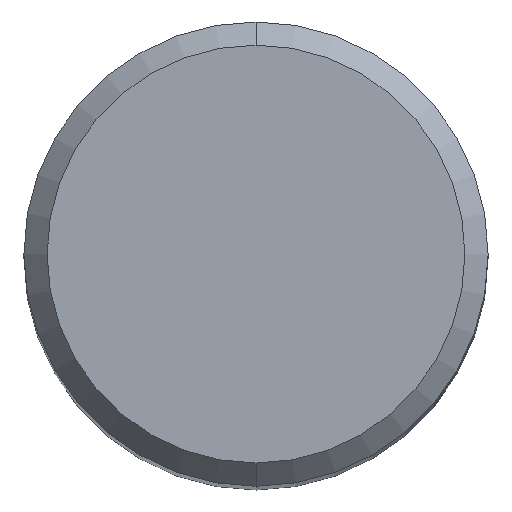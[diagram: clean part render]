
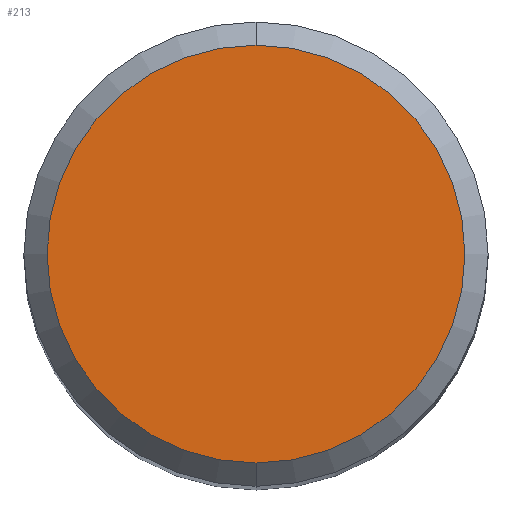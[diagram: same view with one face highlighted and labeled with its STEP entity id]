
A CAD part, top view. The second image highlights one B-rep face of the part: STEP entity #213.
In plain terms, the highlighted planar face has unit normal (0, 0, 1).
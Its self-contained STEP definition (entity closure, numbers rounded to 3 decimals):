
#127=VERTEX_POINT('',#282);
#191=EDGE_CURVE('',#205,#127,#353,.T.);
#205=VERTEX_POINT('',#367);
#213=ADVANCED_FACE('',(#376),#377,.T.);
#225=EDGE_CURVE('',#127,#205,#392,.T.);
#282=CARTESIAN_POINT('',(0.0,3.6,0.));
#353=CIRCLE('',#543,3.6);
#367=CARTESIAN_POINT('',(0.,-3.6,0.));
#376=FACE_OUTER_BOUND('',#575,.T.);
#377=PLANE('',#576);
#392=CIRCLE('',#594,3.6);
#543=AXIS2_PLACEMENT_3D('',#729,#730,#731);
#575=EDGE_LOOP('',(#752,#753));
#576=AXIS2_PLACEMENT_3D('',#754,#755,#756);
#594=AXIS2_PLACEMENT_3D('',#782,#783,#784);
#729=CARTESIAN_POINT('',(0.0,0.0,0.));
#730=DIRECTION('',(0.0,0.0,-1.0));
#731=DIRECTION('',(0.0,1.0,0.0));
#752=ORIENTED_EDGE('',*,*,#225,.F.);
#753=ORIENTED_EDGE('',*,*,#191,.F.);
#754=CARTESIAN_POINT('',(0.0,1.8,0.));
#755=DIRECTION('',(-0.0,0.0,1.0));
#756=DIRECTION('',(0.0,-1.0,0.0));
#782=CARTESIAN_POINT('',(0.0,0.0,0.));
#783=DIRECTION('',(0.0,0.0,-1.0));
#784=DIRECTION('',(0.0,1.0,0.0));
